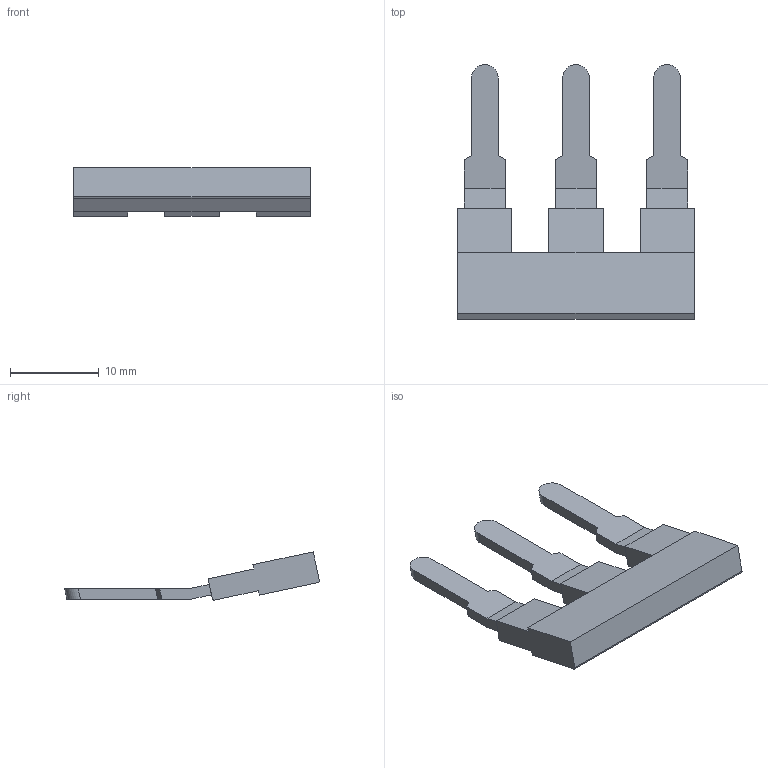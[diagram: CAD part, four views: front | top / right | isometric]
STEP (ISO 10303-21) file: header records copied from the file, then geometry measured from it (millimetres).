
FILE_DESCRIPTION(('Creo Elements/Direct Modeling STEP Export'),'2;1');
FILE_NAME('model.stp','2018-01-23T18:59:32',(''),(''),'Creo Elements/Direct Modeling STEP processor for AP214 (Solid Model)','Creo Elements/Direct Modeling 18.1I 14-Aug-2016 (C) Parametric Technology GmbH','');
FILE_SCHEMA(('AUTOMOTIVE_DESIGN { 1 0 10303 214 1 1 1 1 }'));
Length unit declared in the file: millimetre
Products named in the file (2): EB_3-10-select
Assembly tree (1 placements, depth 2):
  EB_3-10-select
    EB_3-10-select
Bounding box: 26.6 x 28.65 x 5.43 mm (x, y, z)
Volume: 1093.3 mm3; surface area: 1326.2 mm2
Topology: 1 solids, 1 shells, 56 faces, 150 edges, 100 vertices
Faces by surface type: plane 49, cylinder 7
Entity records: 2206 total; most frequent: CARTESIAN_POINT 305, ORIENTED_EDGE 300, DIRECTION 274, EDGE_CURVE 150, VECTOR 136, LINE 136, VERTEX_POINT 100, AXIS2_PLACEMENT_3D 69
